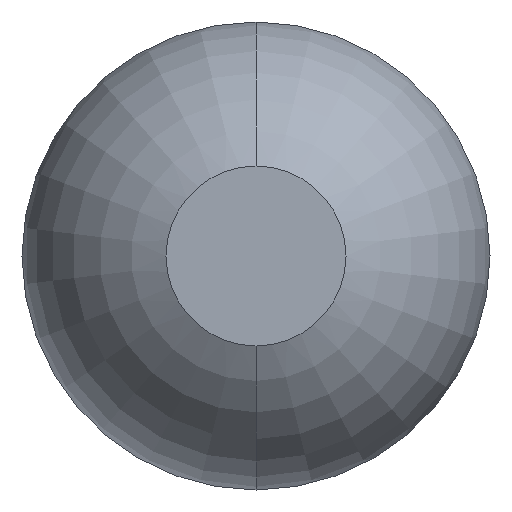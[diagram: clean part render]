
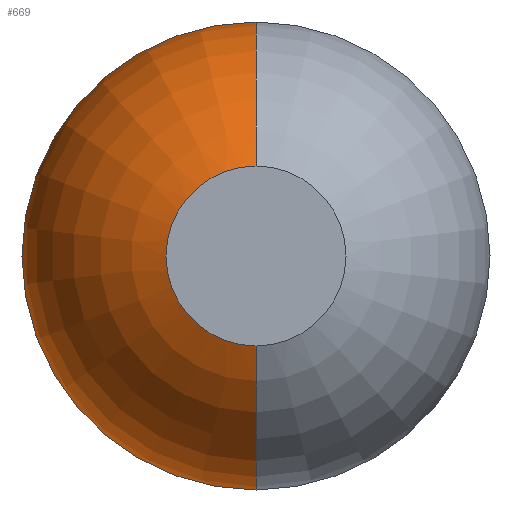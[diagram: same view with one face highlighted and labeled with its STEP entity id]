
A CAD part, front view. The second image highlights one B-rep face of the part: STEP entity #669.
In plain terms, the highlighted toroidal (fillet/blend) face has major radius 0.01 mm and minor radius 0.4 mm.
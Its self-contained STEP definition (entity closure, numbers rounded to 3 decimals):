
#176 = CARTESIAN_POINT ( 'NONE',  ( 0., -27.333, -0.39 ) ) ;
#279 = DIRECTION ( 'NONE',  ( 0., 1., 0. ) ) ;
#359 = DIRECTION ( 'NONE',  ( 0., 0., 1. ) ) ;
#410 = CARTESIAN_POINT ( 'NONE',  ( 0., -27.333, 0.01 ) ) ;
#524 = DIRECTION ( 'NONE',  ( 0., 1., 0. ) ) ;
#648 = AXIS2_PLACEMENT_3D ( 'NONE', #1648, #279, #1408 ) ;
#669 = ADVANCED_FACE ( 'Defeature ausgef�hrt3_6', ( #1579 ), #3167, .T. ) ;
#748 = CIRCLE ( 'NONE', #1431, 0.39 ) ;
#760 = EDGE_CURVE ( 'NONE', #808, #1763, #2535, .T. ) ;
#771 = ORIENTED_EDGE ( 'NONE', *, *, #2586, .T. ) ;
#772 = ORIENTED_EDGE ( 'NONE', *, *, #1676, .F. ) ;
#808 = VERTEX_POINT ( 'NONE', #1934 ) ;
#868 = AXIS2_PLACEMENT_3D ( 'NONE', #410, #2377, #1495 ) ;
#997 = ORIENTED_EDGE ( 'NONE', *, *, #760, .T. ) ;
#1070 = CARTESIAN_POINT ( 'NONE',  ( 0., -27.333, 0. ) ) ;
#1090 = CARTESIAN_POINT ( 'NONE',  ( 0., -27.333, -0.01 ) ) ;
#1408 = DIRECTION ( 'NONE',  ( 0., 0., 1. ) ) ;
#1431 = AXIS2_PLACEMENT_3D ( 'NONE', #1070, #524, #2791 ) ;
#1436 = CIRCLE ( 'NONE', #648, 0.15 ) ;
#1495 = DIRECTION ( 'NONE',  ( 0., 0., -1. ) ) ;
#1579 = FACE_OUTER_BOUND ( 'NONE', #2136, .T. ) ;
#1648 = CARTESIAN_POINT ( 'NONE',  ( 0., -27.7, 0. ) ) ;
#1676 = EDGE_CURVE ( 'Defeature ausgef�hrt3_7+Defeature ausgef�hrt3_6+Defeature ausgef�hrt3_6+Defeature ausgef�hrt3_6', #3636, #1763, #748, .T. ) ;
#1763 = VERTEX_POINT ( 'NONE', #1984 ) ;
#1811 = CARTESIAN_POINT ( 'NONE',  ( 0., -27.333, 0. ) ) ;
#1894 = ORIENTED_EDGE ( 'NONE', *, *, #2971, .F. ) ;
#1934 = CARTESIAN_POINT ( 'NONE',  ( 0., -27.7, 0.15 ) ) ;
#1984 = CARTESIAN_POINT ( 'NONE',  ( 0., -27.333, 0.39 ) ) ;
#2136 = EDGE_LOOP ( 'NONE', ( #1894, #771, #997, #772 ) ) ;
#2193 = DIRECTION ( 'NONE',  ( 0., 0., 1. ) ) ;
#2313 = VERTEX_POINT ( 'NONE', #2688 ) ;
#2324 = CIRCLE ( 'NONE', #868, 0.4 ) ;
#2357 = AXIS2_PLACEMENT_3D ( 'NONE', #1811, #2657, #359 ) ;
#2377 = DIRECTION ( 'NONE',  ( 1., 0., 0. ) ) ;
#2535 = CIRCLE ( 'NONE', #2914, 0.4 ) ;
#2586 = EDGE_CURVE ( 'Defeature ausgef�hrt3_6+Defeature ausgef�hrt3_5+Defeature ausgef�hrt3_5+Defeature ausgef�hrt3_5', #2313, #808, #1436, .T. ) ;
#2657 = DIRECTION ( 'NONE',  ( 0., 1., 0. ) ) ;
#2688 = CARTESIAN_POINT ( 'NONE',  ( 0., -27.7, -0.15 ) ) ;
#2791 = DIRECTION ( 'NONE',  ( 0., 0., 1. ) ) ;
#2914 = AXIS2_PLACEMENT_3D ( 'NONE', #1090, #3576, #2193 ) ;
#2971 = EDGE_CURVE ( 'NONE', #2313, #3636, #2324, .T. ) ;
#3167 = TOROIDAL_SURFACE ( 'NONE', #2357, -0.01, 0.4 ) ;
#3576 = DIRECTION ( 'NONE',  ( -1., 0., 0. ) ) ;
#3636 = VERTEX_POINT ( 'NONE', #176 ) ;
